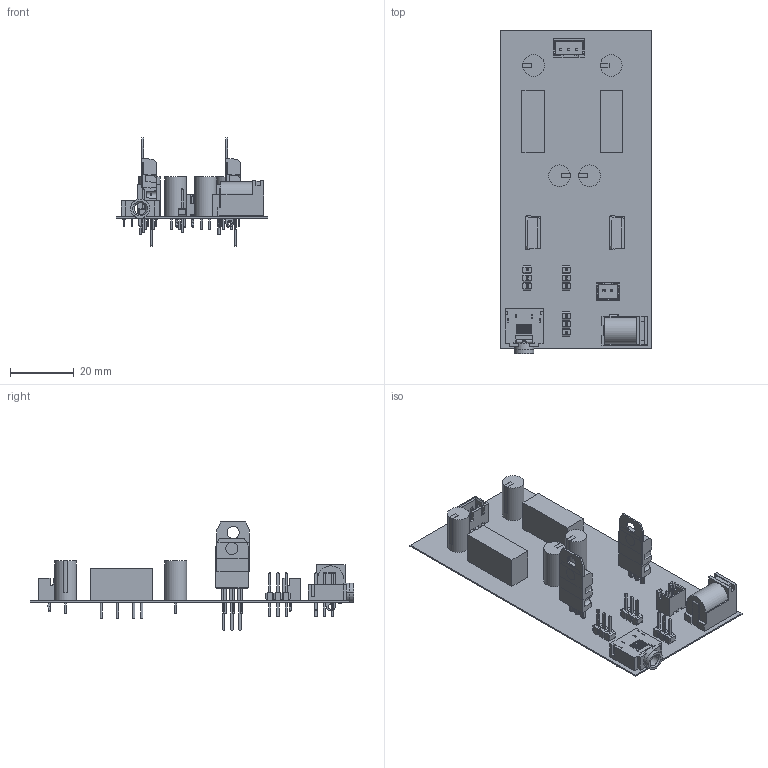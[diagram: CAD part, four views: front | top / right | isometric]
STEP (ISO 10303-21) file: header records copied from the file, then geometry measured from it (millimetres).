
FILE_DESCRIPTION(('Open CASCADE Model'),'2;1');
FILE_NAME('Open CASCADE Shape Model','2024-12-02T18:14:26',('Author'),( 'Open CASCADE'),'Open CASCADE STEP processor 7.5','Open CASCADE 7.5' ,'Unknown');
FILE_SCHEMA(('AUTOMOTIVE_DESIGN { 1 0 10303 214 1 1 1 1 }'));
Length unit declared in the file: millimetre
Products named in the file (18): Open CASCADE STEP translator 7.5 89; Open CASCADE STEP translator 7.5 90; Open CASCADE STEP translator 7.5 91; Open CASCADE STEP translator 7.5 92; Open CASCADE STEP translator 7.5 93; Open CASCADE STEP translator 7.5 94; Open CASCADE STEP translator 7.5 95; Open CASCADE STEP translator 7.5 96; Open CASCADE STEP translator 7.5 97; Open CASCADE STEP translator 7.5 98; Open CASCADE STEP translator 7.5 99; Open CASCADE STEP translator 7.5 100; Open CASCADE STEP translator 7.5 101; Open CASCADE STEP translator 7.5 102; Open CASCADE STEP translator 7.5 103; Open CASCADE STEP translator 7.5 104; Open CASCADE STEP translator 7.5 105; Open CASCADE STEP translator 7.5 106
Bounding box: 47.5 x 101.64 x 33.98 mm (x, y, z)
Volume: 10447.2 mm3; surface area: 18677.5 mm2
Topology: 77 solids, 77 shells, 1305 faces, 3127 edges, 1997 vertices
Faces by surface type: plane 1100, cylinder 179, cone 12, torus 10, bspline 4
Full cylindrical faces by diameter (mm): 0.508 x8, 0.737 x8, 0.762 x8, 0.914 x9, 0.99 x13, 1.2 x5, 1.27 x6, 6.807 x4
Entity records: 41958 total; most frequent: CARTESIAN_POINT 6799, ORIENTED_EDGE 6254, DIRECTION 6076, EDGE_CURVE 3127, LINE 2672, VECTOR 2672, VERTEX_POINT 1997, AXIS2_PLACEMENT_3D 1702
